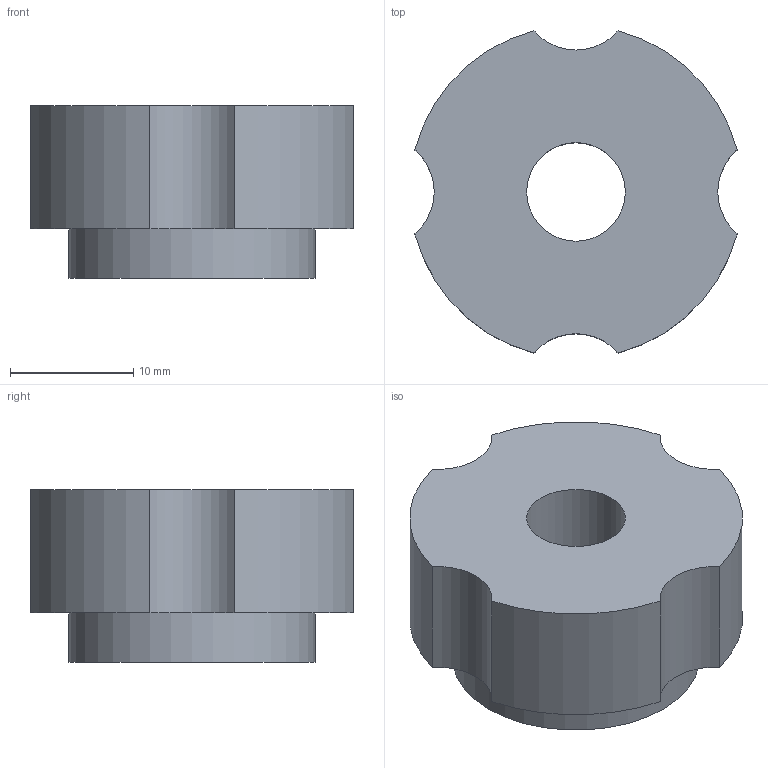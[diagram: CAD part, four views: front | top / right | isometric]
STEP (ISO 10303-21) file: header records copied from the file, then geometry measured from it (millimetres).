
FILE_DESCRIPTION(('FreeCAD Model'),'2;1');
FILE_NAME('Open CASCADE Shape Model','2021-04-21T16:38:34',('Author'),( ''),'Open CASCADE STEP processor 7.4','FreeCAD','Unknown');
FILE_SCHEMA(('AUTOMOTIVE_DESIGN { 1 0 10303 214 1 1 1 1 }'));
Length unit declared in the file: millimetre
Products named in the file (1): Body
Bounding box: 26.12 x 26.12 x 14 mm (x, y, z)
Volume: 5903 mm3; surface area: 2454.6 mm2
Topology: 1 solids, 1 shells, 13 faces, 34 edges, 24 vertices
Faces by surface type: cylinder 10, plane 3
Full cylindrical faces by diameter (mm): 8 x1, 20 x1
Entity records: 943 total; most frequent: CARTESIAN_POINT 242, DIRECTION 137, ORIENTED_EDGE 68, PCURVE 68, DEFINITIONAL_REPRESENTATION 68, LINE 54, VECTOR 54, AXIS2_PLACEMENT_3D 38
